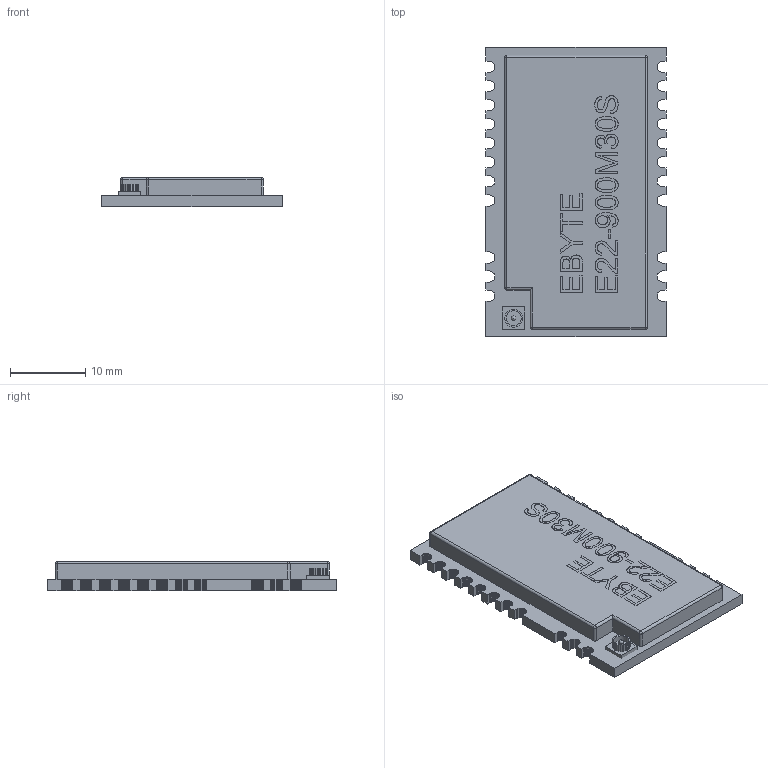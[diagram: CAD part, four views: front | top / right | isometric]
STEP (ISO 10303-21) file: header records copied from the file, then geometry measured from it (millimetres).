
FILE_DESCRIPTION(/* description */ (''),/* implementation_level */ '2;1');
FILE_NAME(/* name */ 'E22-900M30S v3.step',/* time_stamp */ '2021-09-01T23:04:38-03:00',/* author */ (''),/* organization */ (''),/* preprocessor_version */ 'ST-DEVELOPER v18.1',/* originating_system */ 'Autodesk Translation Framework v10.10.0.1391',/* authorisation */ '');
FILE_SCHEMA (('AUTOMOTIVE_DESIGN { 1 0 10303 214 3 1 1 }'));
Length unit declared in the file: millimetre
Products named in the file (1): E22-900M30S
Bounding box: 24 x 38.53 x 3.88 mm (x, y, z)
Volume: 2946.4 mm3; surface area: 3763 mm2
Topology: 20 solids, 20 shells, 878 faces, 2494 edges, 1657 vertices
Faces by surface type: plane 646, bspline 213, cylinder 13, sphere 6
Full cylindrical faces by diameter (mm): 0.6 x1, 2 x1
Entity records: 30142 total; most frequent: CARTESIAN_POINT 8650, ORIENTED_EDGE 4986, DIRECTION 3425, EDGE_CURVE 2493, LINE 2041, VECTOR 2041, VERTEX_POINT 1657, EDGE_LOOP 892
